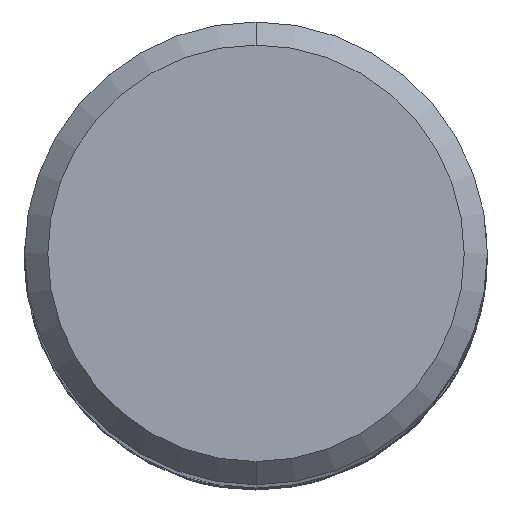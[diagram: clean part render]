
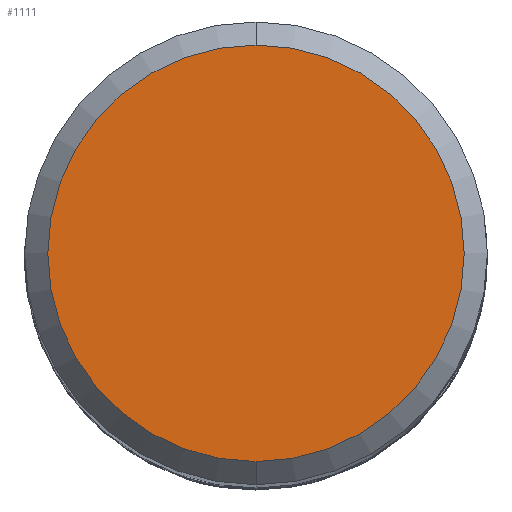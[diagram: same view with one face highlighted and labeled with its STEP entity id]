
A CAD part, top view. The second image highlights one B-rep face of the part: STEP entity #1111.
In plain terms, the highlighted planar face has unit normal (0, 0, 1).
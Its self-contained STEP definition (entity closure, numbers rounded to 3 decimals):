
#895=EDGE_CURVE('',#1455,#1105,#2008,.T.);
#1105=VERTEX_POINT('',#2244);
#1111=ADVANCED_FACE('',(#2250),#2251,.T.);
#1291=EDGE_CURVE('',#1105,#1455,#2449,.T.);
#1455=VERTEX_POINT('',#2624);
#2008=CIRCLE('',#5478,5.4);
#2244=CARTESIAN_POINT('',(0.0,5.4,0.0));
#2250=FACE_OUTER_BOUND('',#8252,.T.);
#2251=PLANE('',#8253);
#2449=CIRCLE('',#9975,5.4);
#2624=CARTESIAN_POINT('',(0.,-5.4,0.0));
#5478=AXIS2_PLACEMENT_3D('',#12966,#12967,#12968);
#8252=EDGE_LOOP('',(#13243,#13244));
#8253=AXIS2_PLACEMENT_3D('',#13245,#13246,#13247);
#9975=AXIS2_PLACEMENT_3D('',#13475,#13476,#13477);
#12966=CARTESIAN_POINT('',(0.0,0.0,0.0));
#12967=DIRECTION('',(0.0,0.0,-1.0));
#12968=DIRECTION('',(0.0,1.0,0.0));
#13243=ORIENTED_EDGE('',*,*,#1291,.F.);
#13244=ORIENTED_EDGE('',*,*,#895,.F.);
#13245=CARTESIAN_POINT('',(0.0,2.7,0.0));
#13246=DIRECTION('',(-0.0,0.0,1.0));
#13247=DIRECTION('',(0.0,-1.0,0.0));
#13475=CARTESIAN_POINT('',(0.0,0.0,0.0));
#13476=DIRECTION('',(0.0,0.0,-1.0));
#13477=DIRECTION('',(0.0,1.0,0.0));
